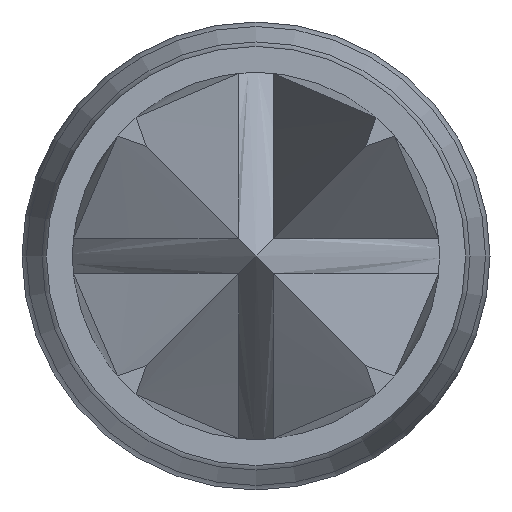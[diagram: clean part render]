
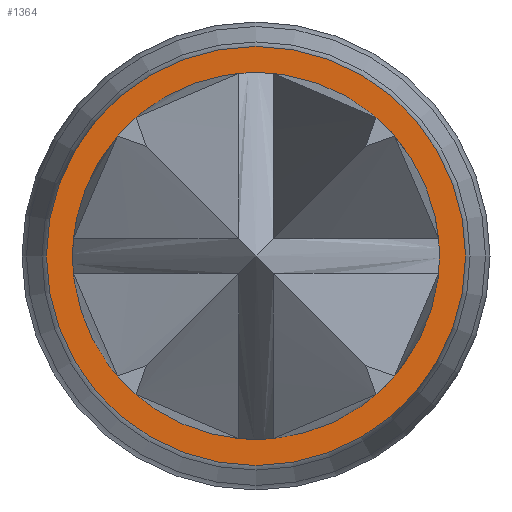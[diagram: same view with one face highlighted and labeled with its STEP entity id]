
A CAD part, left-side view. The second image highlights one B-rep face of the part: STEP entity #1364.
In plain terms, the highlighted planar face has unit normal (-1, 0, 0).
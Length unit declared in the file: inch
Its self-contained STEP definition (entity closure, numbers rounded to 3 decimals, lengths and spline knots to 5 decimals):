
#19 = FACE_BOUND ( 'NONE', #355, .T. ) ;
#84 = CARTESIAN_POINT ( 'NONE',  ( -0.50104, 0.00048, 0. ) ) ;
#85 = CARTESIAN_POINT ( 'NONE',  ( -0.50104, 0.00048, 0. ) ) ;
#94 = AXIS2_PLACEMENT_3D ( 'NONE', #85, #795, #496 ) ;
#108 = ORIENTED_EDGE ( 'NONE', *, *, #239, .T. ) ;
#129 = CARTESIAN_POINT ( 'NONE',  ( -0.50104, -0.01752, 0. ) ) ;
#155 = CARTESIAN_POINT ( 'NONE',  ( -0.50104, -0.01292, 0. ) ) ;
#239 = EDGE_CURVE ( 'NONE', #350, #350, #291, .T. ) ;
#291 = CIRCLE ( 'NONE', #1293, 0.018 ) ;
#336 = AXIS2_PLACEMENT_3D ( 'NONE', #129, #980, #756 ) ;
#350 = VERTEX_POINT ( 'NONE', #1286 ) ;
#355 = EDGE_LOOP ( 'NONE', ( #677 ) ) ;
#395 = CIRCLE ( 'NONE', #94, 0.01339 ) ;
#439 = PLANE ( 'NONE',  #336 ) ;
#455 = VERTEX_POINT ( 'NONE', #155 ) ;
#496 = DIRECTION ( 'NONE',  ( 0., -1., 0. ) ) ;
#677 = ORIENTED_EDGE ( 'NONE', *, *, #967, .F. ) ;
#723 = DIRECTION ( 'NONE',  ( -1., 0., 0. ) ) ;
#756 = DIRECTION ( 'NONE',  ( 0., 0., -1. ) ) ;
#795 = DIRECTION ( 'NONE',  ( -1., 0., 0. ) ) ;
#800 = EDGE_LOOP ( 'NONE', ( #108 ) ) ;
#967 = EDGE_CURVE ( 'NONE', #455, #455, #395, .T. ) ;
#980 = DIRECTION ( 'NONE',  ( -1., 0., 0. ) ) ;
#1066 = DIRECTION ( 'NONE',  ( 0., 0., -1. ) ) ;
#1177 = FACE_OUTER_BOUND ( 'NONE', #800, .T. ) ;
#1286 = CARTESIAN_POINT ( 'NONE',  ( -0.50104, 0.00048, -0.018 ) ) ;
#1293 = AXIS2_PLACEMENT_3D ( 'NONE', #84, #723, #1066 ) ;
#1364 = ADVANCED_FACE ( 'NONE', ( #19, #1177 ), #439, .T. ) ;
